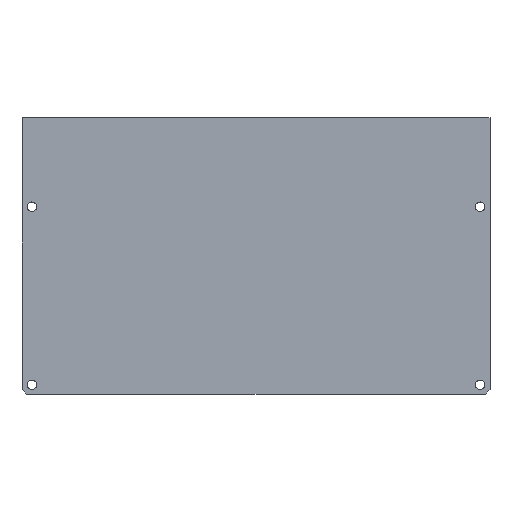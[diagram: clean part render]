
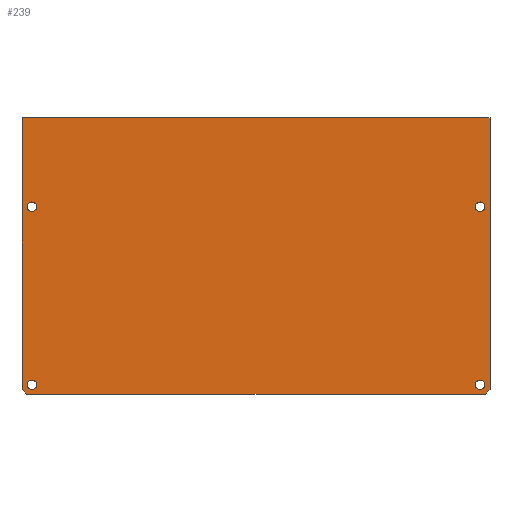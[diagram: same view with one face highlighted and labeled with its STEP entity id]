
A CAD part, top view. The second image highlights one B-rep face of the part: STEP entity #239.
In plain terms, the highlighted planar face has unit normal (0, 0, 1).
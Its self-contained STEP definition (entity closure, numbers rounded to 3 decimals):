
#15=FACE_BOUND('',#54,.T.);
#16=FACE_BOUND('',#55,.T.);
#17=FACE_BOUND('',#56,.T.);
#18=FACE_BOUND('',#57,.T.);
#29=PLANE('',#273);
#41=FACE_OUTER_BOUND('',#53,.T.);
#53=EDGE_LOOP('',(#205,#206,#207,#208,#209,#210));
#54=EDGE_LOOP('',(#211));
#55=EDGE_LOOP('',(#212));
#56=EDGE_LOOP('',(#213));
#57=EDGE_LOOP('',(#214));
#69=LINE('',#371,#91);
#72=LINE('',#377,#94);
#75=LINE('',#383,#97);
#78=LINE('',#389,#100);
#81=LINE('',#395,#103);
#84=LINE('',#399,#106);
#91=VECTOR('',#309,10.);
#94=VECTOR('',#314,10.);
#97=VECTOR('',#319,10.);
#100=VECTOR('',#324,10.);
#103=VECTOR('',#329,10.);
#106=VECTOR('',#334,10.);
#107=CIRCLE('',#256,1.8);
#109=CIRCLE('',#259,1.8);
#111=CIRCLE('',#262,1.8);
#113=CIRCLE('',#265,1.8);
#115=VERTEX_POINT('',#341);
#117=VERTEX_POINT('',#347);
#119=VERTEX_POINT('',#353);
#121=VERTEX_POINT('',#359);
#125=VERTEX_POINT('',#368);
#126=VERTEX_POINT('',#370);
#128=VERTEX_POINT('',#376);
#130=VERTEX_POINT('',#382);
#132=VERTEX_POINT('',#388);
#134=VERTEX_POINT('',#394);
#135=EDGE_CURVE('',#115,#115,#107,.T.);
#138=EDGE_CURVE('',#117,#117,#109,.T.);
#141=EDGE_CURVE('',#119,#119,#111,.T.);
#144=EDGE_CURVE('',#121,#121,#113,.T.);
#149=EDGE_CURVE('',#126,#125,#69,.T.);
#152=EDGE_CURVE('',#128,#126,#72,.T.);
#155=EDGE_CURVE('',#130,#128,#75,.T.);
#158=EDGE_CURVE('',#132,#130,#78,.T.);
#161=EDGE_CURVE('',#134,#132,#81,.T.);
#164=EDGE_CURVE('',#125,#134,#84,.T.);
#205=ORIENTED_EDGE('',*,*,#164,.T.);
#206=ORIENTED_EDGE('',*,*,#161,.T.);
#207=ORIENTED_EDGE('',*,*,#158,.T.);
#208=ORIENTED_EDGE('',*,*,#155,.T.);
#209=ORIENTED_EDGE('',*,*,#152,.T.);
#210=ORIENTED_EDGE('',*,*,#149,.T.);
#211=ORIENTED_EDGE('',*,*,#144,.T.);
#212=ORIENTED_EDGE('',*,*,#141,.T.);
#213=ORIENTED_EDGE('',*,*,#138,.T.);
#214=ORIENTED_EDGE('',*,*,#135,.T.);
#239=ADVANCED_FACE('',(#41,#15,#16,#17,#18),#29,.T.);
#256=AXIS2_PLACEMENT_3D('',#342,#279,#280);
#259=AXIS2_PLACEMENT_3D('',#348,#286,#287);
#262=AXIS2_PLACEMENT_3D('',#354,#293,#294);
#265=AXIS2_PLACEMENT_3D('',#360,#300,#301);
#273=AXIS2_PLACEMENT_3D('',#400,#335,#336);
#279=DIRECTION('center_axis',(0.,0.,-1.));
#280=DIRECTION('ref_axis',(1.,0.,0.));
#286=DIRECTION('center_axis',(0.,0.,-1.));
#287=DIRECTION('ref_axis',(1.,0.,0.));
#293=DIRECTION('center_axis',(0.,0.,-1.));
#294=DIRECTION('ref_axis',(1.,0.,0.));
#300=DIRECTION('center_axis',(0.,0.,-1.));
#301=DIRECTION('ref_axis',(1.,0.,0.));
#309=DIRECTION('',(0.707,-0.707,0.));
#314=DIRECTION('',(0.,-1.,0.));
#319=DIRECTION('',(-1.,0.,0.));
#324=DIRECTION('',(0.,1.,0.));
#329=DIRECTION('',(0.707,0.707,0.));
#334=DIRECTION('',(1.,0.,0.));
#335=DIRECTION('center_axis',(0.,0.,1.));
#336=DIRECTION('ref_axis',(1.,0.,0.));
#341=CARTESIAN_POINT('',(-87.3,34.,126.8));
#342=CARTESIAN_POINT('Origin',(-85.5,34.,126.8));
#347=CARTESIAN_POINT('',(83.7,34.,126.8));
#348=CARTESIAN_POINT('Origin',(85.5,34.,126.8));
#353=CARTESIAN_POINT('',(83.7,-34.,126.8));
#354=CARTESIAN_POINT('Origin',(85.5,-34.,126.8));
#359=CARTESIAN_POINT('',(-87.3,-34.,126.8));
#360=CARTESIAN_POINT('Origin',(-85.5,-34.,126.8));
#368=CARTESIAN_POINT('',(-87.417,-37.594,126.8));
#370=CARTESIAN_POINT('',(-89.3,-35.711,126.8));
#371=CARTESIAN_POINT('',(-87.417,-37.594,126.8));
#376=CARTESIAN_POINT('',(-89.3,67.953,126.8));
#377=CARTESIAN_POINT('',(-89.3,-35.711,126.8));
#382=CARTESIAN_POINT('',(89.3,67.953,126.8));
#383=CARTESIAN_POINT('',(-89.5,67.953,126.8));
#388=CARTESIAN_POINT('',(89.3,-35.711,126.8));
#389=CARTESIAN_POINT('',(89.3,171.917,126.8));
#394=CARTESIAN_POINT('',(87.417,-37.594,126.8));
#395=CARTESIAN_POINT('',(89.3,-35.711,126.8));
#399=CARTESIAN_POINT('',(-87.417,-37.594,126.8));
#400=CARTESIAN_POINT('Origin',(0.,15.18,126.8));
